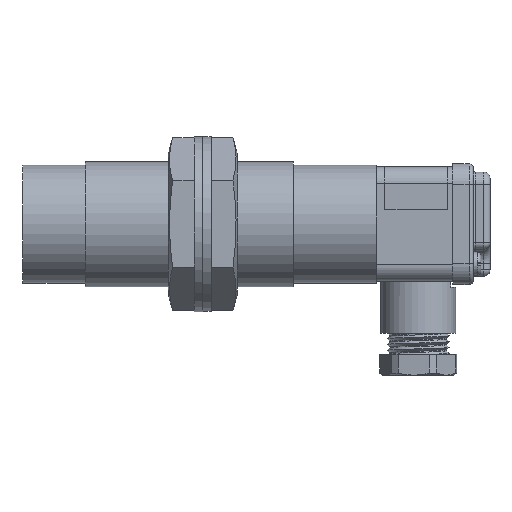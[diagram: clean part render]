
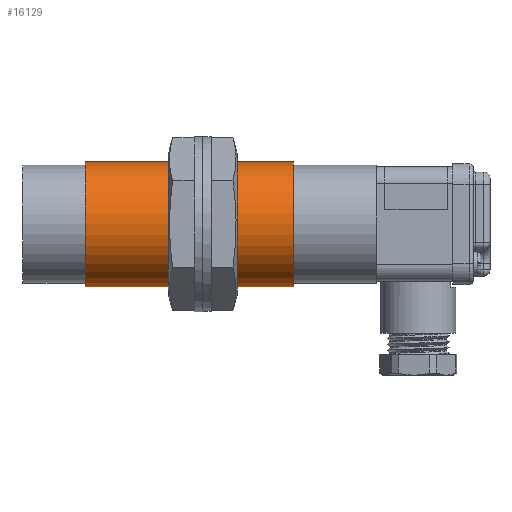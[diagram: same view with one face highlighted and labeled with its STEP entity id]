
A CAD part, front view. The second image highlights one B-rep face of the part: STEP entity #16129.
In plain terms, the highlighted cylindrical face has radius 15 mm (diameter 30 mm), a full revolution.
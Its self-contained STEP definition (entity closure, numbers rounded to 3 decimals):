
#381=CYLINDRICAL_SURFACE('',#17071,15.);
#586=CIRCLE('',#17070,15.);
#587=CIRCLE('',#17072,15.);
#1384=ORIENTED_EDGE('',*,*,#5143,.F.);
#1385=ORIENTED_EDGE('',*,*,#5144,.T.);
#5143=EDGE_CURVE('',#7025,#7025,#586,.T.);
#5144=EDGE_CURVE('',#7026,#7026,#587,.T.);
#7025=VERTEX_POINT('',#22671);
#7026=VERTEX_POINT('',#22674);
#11088=EDGE_LOOP('',(#1384));
#11089=EDGE_LOOP('',(#1385));
#12118=FACE_BOUND('',#11088,.T.);
#12119=FACE_BOUND('',#11089,.T.);
#16129=ADVANCED_FACE('',(#12118,#12119),#381,.T.);
#17070=AXIS2_PLACEMENT_3D('',#22670,#18649,#18650);
#17071=AXIS2_PLACEMENT_3D('',#22672,#18651,#18652);
#17072=AXIS2_PLACEMENT_3D('',#22673,#18653,#18654);
#18649=DIRECTION('',(1.,0.,0.));
#18650=DIRECTION('',(0.,0.,-1.));
#18651=DIRECTION('',(1.,0.,0.));
#18652=DIRECTION('',(0.,0.,-1.));
#18653=DIRECTION('',(1.,0.,0.));
#18654=DIRECTION('',(0.,0.,-1.));
#22670=CARTESIAN_POINT('',(65.,0.,0.));
#22671=CARTESIAN_POINT('',(65.,0.,-15.));
#22672=CARTESIAN_POINT('',(-0.619,0.,0.));
#22673=CARTESIAN_POINT('',(15.,0.,0.));
#22674=CARTESIAN_POINT('',(15.,0.,-15.));
